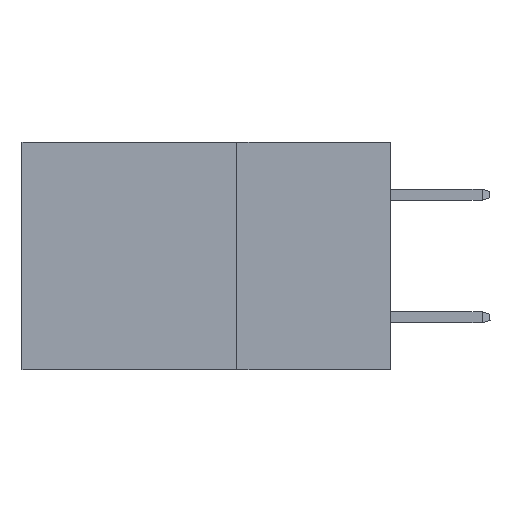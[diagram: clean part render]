
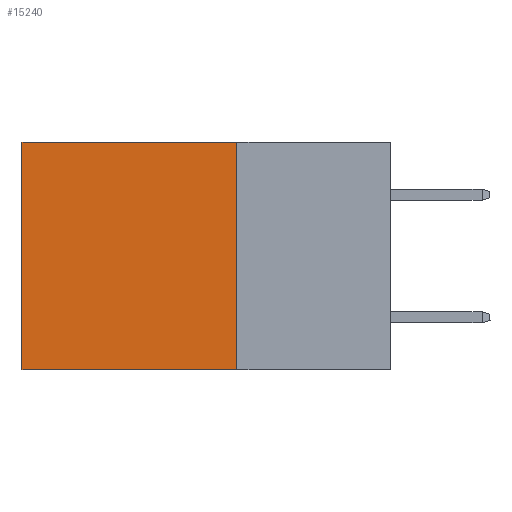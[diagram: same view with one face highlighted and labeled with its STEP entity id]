
A CAD part, left-side view. The second image highlights one B-rep face of the part: STEP entity #15240.
In plain terms, the highlighted planar face has unit normal (-1, 0, 0).
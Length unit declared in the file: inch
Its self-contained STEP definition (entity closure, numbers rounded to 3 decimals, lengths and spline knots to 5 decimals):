
#858 = DIRECTION ( 'NONE',  ( 0., 0., -1. ) ) ;
#1568 = EDGE_CURVE ( 'NONE', #15286, #25153, #10732, .T. ) ;
#1740 = VECTOR ( 'NONE', #858, 39.37008 ) ;
#1913 = CARTESIAN_POINT ( 'NONE',  ( 0.2875, 0.25, -0.37 ) ) ;
#2271 = VECTOR ( 'NONE', #11497, 39.37008 ) ;
#3326 = EDGE_CURVE ( 'NONE', #14974, #25153, #14301, .T. ) ;
#4033 = DIRECTION ( 'NONE',  ( 0., 0., -1. ) ) ;
#4779 = VECTOR ( 'NONE', #16018, 39.37008 ) ;
#5206 = VERTEX_POINT ( 'NONE', #19337 ) ;
#5349 = CARTESIAN_POINT ( 'NONE',  ( 0.2875, 0.25, 0. ) ) ;
#5640 = DIRECTION ( 'NONE',  ( 1., 0., 0. ) ) ;
#6454 = EDGE_CURVE ( 'NONE', #5206, #15286, #9352, .T. ) ;
#7409 = AXIS2_PLACEMENT_3D ( 'NONE', #9902, #5640, #4033 ) ;
#8597 = CARTESIAN_POINT ( 'NONE',  ( 0.2875, 0.25, -0.37 ) ) ;
#9352 = LINE ( 'NONE', #5349, #2271 ) ;
#9902 = CARTESIAN_POINT ( 'NONE',  ( 0.2875, 0.25, 0. ) ) ;
#10732 = LINE ( 'NONE', #23251, #1740 ) ;
#11497 = DIRECTION ( 'NONE',  ( 0., 1., 0. ) ) ;
#11995 = LINE ( 'NONE', #18341, #19928 ) ;
#12554 = ORIENTED_EDGE ( 'NONE', *, *, #23068, .F. ) ;
#13399 = CARTESIAN_POINT ( 'NONE',  ( 0.2875, 0.6, -0.37 ) ) ;
#13452 = ORIENTED_EDGE ( 'NONE', *, *, #3326, .F. ) ;
#13695 = EDGE_LOOP ( 'NONE', ( #19298, #13452, #12554, #15843 ) ) ;
#14301 = LINE ( 'NONE', #1913, #4779 ) ;
#14355 = DIRECTION ( 'NONE',  ( 0., 0., -1. ) ) ;
#14974 = VERTEX_POINT ( 'NONE', #8597 ) ;
#15240 = ADVANCED_FACE ( 'NONE', ( #22005 ), #26021, .F. ) ;
#15286 = VERTEX_POINT ( 'NONE', #21880 ) ;
#15843 = ORIENTED_EDGE ( 'NONE', *, *, #6454, .T. ) ;
#16018 = DIRECTION ( 'NONE',  ( 0., 1., 0. ) ) ;
#18341 = CARTESIAN_POINT ( 'NONE',  ( 0.2875, 0.25, 0. ) ) ;
#19298 = ORIENTED_EDGE ( 'NONE', *, *, #1568, .T. ) ;
#19337 = CARTESIAN_POINT ( 'NONE',  ( 0.2875, 0.25, 0. ) ) ;
#19928 = VECTOR ( 'NONE', #14355, 39.37008 ) ;
#21880 = CARTESIAN_POINT ( 'NONE',  ( 0.2875, 0.6, 0. ) ) ;
#22005 = FACE_OUTER_BOUND ( 'NONE', #13695, .T. ) ;
#23068 = EDGE_CURVE ( 'NONE', #5206, #14974, #11995, .T. ) ;
#23251 = CARTESIAN_POINT ( 'NONE',  ( 0.2875, 0.6, 0. ) ) ;
#25153 = VERTEX_POINT ( 'NONE', #13399 ) ;
#26021 = PLANE ( 'NONE',  #7409 ) ;
